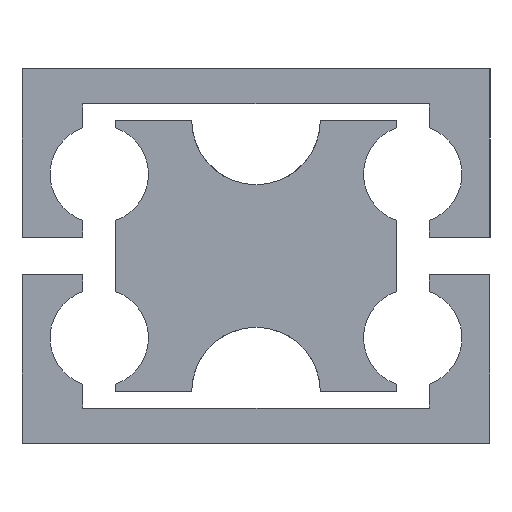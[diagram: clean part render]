
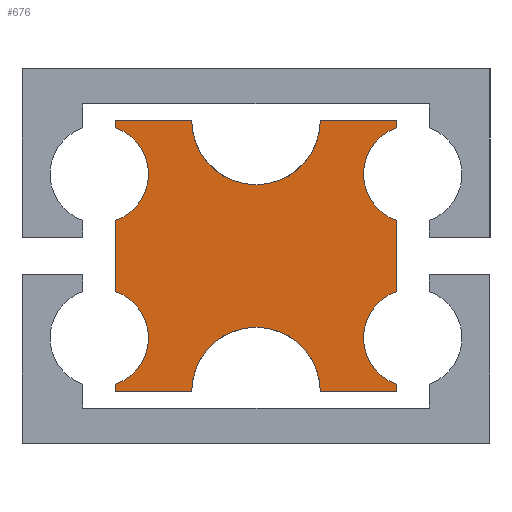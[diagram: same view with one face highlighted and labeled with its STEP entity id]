
A CAD part, left-side view. The second image highlights one B-rep face of the part: STEP entity #676.
In plain terms, the highlighted planar face has unit normal (-1, 0, 0).
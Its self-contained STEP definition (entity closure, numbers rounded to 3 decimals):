
#54 = VERTEX_POINT ( 'NONE', #216 ) ;
#58 = VERTEX_POINT ( 'NONE', #220 ) ;
#62 = VERTEX_POINT ( 'NONE', #224 ) ;
#70 = VERTEX_POINT ( 'NONE', #232 ) ;
#73 = VERTEX_POINT ( 'NONE', #235 ) ;
#76 = VERTEX_POINT ( 'NONE', #238 ) ;
#77 = VERTEX_POINT ( 'NONE', #239 ) ;
#78 = VERTEX_POINT ( 'NONE', #240 ) ;
#79 = VERTEX_POINT ( 'NONE', #241 ) ;
#83 = VERTEX_POINT ( 'NONE', #245 ) ;
#85 = VERTEX_POINT ( 'NONE', #247 ) ;
#87 = VERTEX_POINT ( 'NONE', #249 ) ;
#88 = VERTEX_POINT ( 'NONE', #250 ) ;
#90 = VERTEX_POINT ( 'NONE', #252 ) ;
#93 = VERTEX_POINT ( 'NONE', #255 ) ;
#95 = VERTEX_POINT ( 'NONE', #257 ) ;
#100 = VERTEX_POINT ( 'NONE', #262 ) ;
#216 = CARTESIAN_POINT ( 'NONE',  ( -100., 6., 1.52 ) ) ;
#220 = CARTESIAN_POINT ( 'NONE',  ( -100., 6., 5.48 ) ) ;
#224 = CARTESIAN_POINT ( 'NONE',  ( -100., 6., -1.52 ) ) ;
#232 = CARTESIAN_POINT ( 'NONE',  ( -100., -6., -5.48 ) ) ;
#235 = CARTESIAN_POINT ( 'NONE',  ( -100., 6., 5.8 ) ) ;
#238 = CARTESIAN_POINT ( 'NONE',  ( -100., -6., 1.52 ) ) ;
#239 = CARTESIAN_POINT ( 'NONE',  ( -100., -2.75, 5.8 ) ) ;
#240 = CARTESIAN_POINT ( 'NONE',  ( -100., -6., 5.8 ) ) ;
#241 = CARTESIAN_POINT ( 'NONE',  ( -100., 2.75, 5.8 ) ) ;
#245 = CARTESIAN_POINT ( 'NONE',  ( -100., 6., -5.8 ) ) ;
#247 = CARTESIAN_POINT ( 'NONE',  ( -100., -6., -5.8 ) ) ;
#249 = CARTESIAN_POINT ( 'NONE',  ( -100., 2.75, -5.8 ) ) ;
#250 = CARTESIAN_POINT ( 'NONE',  ( -100., -6., 5.48 ) ) ;
#252 = CARTESIAN_POINT ( 'NONE',  ( -100., 0., -3.05 ) ) ;
#255 = CARTESIAN_POINT ( 'NONE',  ( -100., 6., -5.48 ) ) ;
#257 = CARTESIAN_POINT ( 'NONE',  ( -100., -2.75, -5.8 ) ) ;
#262 = CARTESIAN_POINT ( 'NONE',  ( -100., -6., -1.52 ) ) ;
#458 = EDGE_CURVE ( 'NONE', #77, #78, #1923, .T. ) ;
#535 = ORIENTED_EDGE ( 'NONE', *, *, #458, .F. ) ;
#536 = ORIENTED_EDGE ( 'NONE', *, *, #843, .F. ) ;
#540 = ORIENTED_EDGE ( 'NONE', *, *, #834, .F. ) ;
#550 = ORIENTED_EDGE ( 'NONE', *, *, #846, .F. ) ;
#551 = ORIENTED_EDGE ( 'NONE', *, *, #831, .F. ) ;
#552 = ORIENTED_EDGE ( 'NONE', *, *, #750, .F. ) ;
#554 = ORIENTED_EDGE ( 'NONE', *, *, #840, .F. ) ;
#556 = AXIS2_PLACEMENT_3D ( 'NONE', #1544, #1545, #1546 ) ;
#561 = VECTOR ( 'NONE', #1538, 1000. ) ;
#577 = CIRCLE ( 'NONE', #556, 2.1 ) ;
#587 = CIRCLE ( 'NONE', #1276, 2.1 ) ;
#589 = CIRCLE ( 'NONE', #1001, 2.75 ) ;
#594 = EDGE_CURVE ( 'NONE', #83, #93, #1963, .T. ) ;
#599 = CIRCLE ( 'NONE', #1605, 2.75 ) ;
#604 = CIRCLE ( 'NONE', #900, 2.1 ) ;
#608 = CIRCLE ( 'NONE', #1304, 2.75 ) ;
#628 = EDGE_CURVE ( 'NONE', #85, #95, #1975, .T. ) ;
#631 = EDGE_CURVE ( 'NONE', #95, #90, #608, .T. ) ;
#634 = EDGE_CURVE ( 'NONE', #87, #83, #1981, .T. ) ;
#639 = CIRCLE ( 'NONE', #816, 2.1 ) ;
#676 = ADVANCED_FACE ( 'NONE', ( #934 ), #2046, .F. ) ;
#700 = EDGE_CURVE ( 'NONE', #70, #85, #2131, .T. ) ;
#701 = EDGE_CURVE ( 'NONE', #100, #70, #639, .T. ) ;
#746 = EDGE_CURVE ( 'NONE', #88, #76, #587, .T. ) ;
#747 = EDGE_CURVE ( 'NONE', #76, #100, #1389, .T. ) ;
#750 = EDGE_CURVE ( 'NONE', #78, #88, #1398, .T. ) ;
#816 = AXIS2_PLACEMENT_3D ( 'NONE', #2124, #2134, #2135 ) ;
#831 = EDGE_CURVE ( 'NONE', #79, #77, #599, .T. ) ;
#834 = EDGE_CURVE ( 'NONE', #73, #79, #1518, .T. ) ;
#840 = EDGE_CURVE ( 'NONE', #58, #73, #1536, .T. ) ;
#843 = EDGE_CURVE ( 'NONE', #54, #58, #577, .T. ) ;
#846 = EDGE_CURVE ( 'NONE', #62, #54, #1554, .T. ) ;
#849 = EDGE_CURVE ( 'NONE', #93, #62, #604, .T. ) ;
#892 = EDGE_CURVE ( 'NONE', #90, #87, #589, .T. ) ;
#900 = AXIS2_PLACEMENT_3D ( 'NONE', #1562, #1563, #1564 ) ;
#902 = VECTOR ( 'NONE', #1556, 1000. ) ;
#927 = AXIS2_PLACEMENT_3D ( 'NONE', #2047, #2048, #2049 ) ;
#934 = FACE_OUTER_BOUND ( 'NONE', #1178, .T. ) ;
#943 = VECTOR ( 'NONE', #2133, 1000. ) ;
#1001 = AXIS2_PLACEMENT_3D ( 'NONE', #1875, #1876, #1877 ) ;
#1078 = ORIENTED_EDGE ( 'NONE', *, *, #594, .F. ) ;
#1079 = ORIENTED_EDGE ( 'NONE', *, *, #849, .F. ) ;
#1080 = ORIENTED_EDGE ( 'NONE', *, *, #634, .F. ) ;
#1081 = ORIENTED_EDGE ( 'NONE', *, *, #892, .F. ) ;
#1082 = ORIENTED_EDGE ( 'NONE', *, *, #631, .F. ) ;
#1083 = ORIENTED_EDGE ( 'NONE', *, *, #628, .F. ) ;
#1084 = ORIENTED_EDGE ( 'NONE', *, *, #700, .F. ) ;
#1085 = ORIENTED_EDGE ( 'NONE', *, *, #701, .F. ) ;
#1086 = ORIENTED_EDGE ( 'NONE', *, *, #747, .F. ) ;
#1087 = ORIENTED_EDGE ( 'NONE', *, *, #746, .F. ) ;
#1178 = EDGE_LOOP ( 'NONE', ( #552, #535, #551, #540, #554, #536, #550, #1079, #1078, #1080, #1081, #1082, #1083, #1084, #1085, #1086, #1087 ) ) ;
#1276 = AXIS2_PLACEMENT_3D ( 'NONE', #1364, #1386, #1387 ) ;
#1284 = VECTOR ( 'NONE', #1977, 1000. ) ;
#1293 = VECTOR ( 'NONE', #1965, 1000. ) ;
#1297 = VECTOR ( 'NONE', #1983, 1000. ) ;
#1304 = AXIS2_PLACEMENT_3D ( 'NONE', #1968, #1978, #1979 ) ;
#1364 = CARTESIAN_POINT ( 'NONE',  ( -100., -6.7, 3.5 ) ) ;
#1386 = DIRECTION ( 'NONE',  ( -1., 0., 0. ) ) ;
#1387 = DIRECTION ( 'NONE',  ( 0., 0., -1. ) ) ;
#1389 = LINE ( 'NONE', #1390, #2225 ) ;
#1390 = CARTESIAN_POINT ( 'NONE',  ( -100., -6., -1.52 ) ) ;
#1391 = DIRECTION ( 'NONE',  ( 0., 0., -1. ) ) ;
#1398 = LINE ( 'NONE', #1399, #2217 ) ;
#1399 = CARTESIAN_POINT ( 'NONE',  ( -100., -6., 5.48 ) ) ;
#1400 = DIRECTION ( 'NONE',  ( 0., 0., -1. ) ) ;
#1493 = CARTESIAN_POINT ( 'NONE',  ( -100., 0., 5.8 ) ) ;
#1494 = DIRECTION ( 'NONE',  ( -1., 0., 0. ) ) ;
#1495 = DIRECTION ( 'NONE',  ( 0., 0., -1. ) ) ;
#1518 = LINE ( 'NONE', #1519, #1603 ) ;
#1519 = CARTESIAN_POINT ( 'NONE',  ( -100., 2.75, 5.8 ) ) ;
#1520 = DIRECTION ( 'NONE',  ( 0., -1., 0. ) ) ;
#1536 = LINE ( 'NONE', #1537, #561 ) ;
#1537 = CARTESIAN_POINT ( 'NONE',  ( -100., 6., 5.48 ) ) ;
#1538 = DIRECTION ( 'NONE',  ( 0., 0., 1. ) ) ;
#1544 = CARTESIAN_POINT ( 'NONE',  ( -100., 6.7, 3.5 ) ) ;
#1545 = DIRECTION ( 'NONE',  ( -1., 0., 0. ) ) ;
#1546 = DIRECTION ( 'NONE',  ( 0., 0., -1. ) ) ;
#1554 = LINE ( 'NONE', #1555, #902 ) ;
#1555 = CARTESIAN_POINT ( 'NONE',  ( -100., 6., -1.52 ) ) ;
#1556 = DIRECTION ( 'NONE',  ( 0., 0., 1. ) ) ;
#1562 = CARTESIAN_POINT ( 'NONE',  ( -100., 6.7, -3.5 ) ) ;
#1563 = DIRECTION ( 'NONE',  ( -1., 0., 0. ) ) ;
#1564 = DIRECTION ( 'NONE',  ( 0., 0., -1. ) ) ;
#1603 = VECTOR ( 'NONE', #1520, 1000. ) ;
#1605 = AXIS2_PLACEMENT_3D ( 'NONE', #1493, #1494, #1495 ) ;
#1616 = VECTOR ( 'NONE', #1925, 1000. ) ;
#1875 = CARTESIAN_POINT ( 'NONE',  ( -100., 0., -5.8 ) ) ;
#1876 = DIRECTION ( 'NONE',  ( -1., 0., 0. ) ) ;
#1877 = DIRECTION ( 'NONE',  ( 0., 0., -1. ) ) ;
#1923 = LINE ( 'NONE', #1924, #1616 ) ;
#1924 = CARTESIAN_POINT ( 'NONE',  ( -100., -6., 5.8 ) ) ;
#1925 = DIRECTION ( 'NONE',  ( 0., -1., 0. ) ) ;
#1963 = LINE ( 'NONE', #1964, #1293 ) ;
#1964 = CARTESIAN_POINT ( 'NONE',  ( -100., 6., -5.48 ) ) ;
#1965 = DIRECTION ( 'NONE',  ( 0., 0., 1. ) ) ;
#1968 = CARTESIAN_POINT ( 'NONE',  ( -100., 0., -5.8 ) ) ;
#1975 = LINE ( 'NONE', #1976, #1284 ) ;
#1976 = CARTESIAN_POINT ( 'NONE',  ( -100., -6., -5.8 ) ) ;
#1977 = DIRECTION ( 'NONE',  ( 0., 1., 0. ) ) ;
#1978 = DIRECTION ( 'NONE',  ( -1., 0., 0. ) ) ;
#1979 = DIRECTION ( 'NONE',  ( 0., 0., -1. ) ) ;
#1981 = LINE ( 'NONE', #1982, #1297 ) ;
#1982 = CARTESIAN_POINT ( 'NONE',  ( -100., 2.75, -5.8 ) ) ;
#1983 = DIRECTION ( 'NONE',  ( 0., 1., 0. ) ) ;
#2046 = PLANE ( 'NONE',  #927 ) ;
#2047 = CARTESIAN_POINT ( 'NONE',  ( -100., 0., 5.8 ) ) ;
#2048 = DIRECTION ( 'NONE',  ( 1., 0., 0. ) ) ;
#2049 = DIRECTION ( 'NONE',  ( 0., 0., -1. ) ) ;
#2124 = CARTESIAN_POINT ( 'NONE',  ( -100., -6.7, -3.5 ) ) ;
#2131 = LINE ( 'NONE', #2132, #943 ) ;
#2132 = CARTESIAN_POINT ( 'NONE',  ( -100., -6., -5.48 ) ) ;
#2133 = DIRECTION ( 'NONE',  ( 0., 0., -1. ) ) ;
#2134 = DIRECTION ( 'NONE',  ( -1., 0., 0. ) ) ;
#2135 = DIRECTION ( 'NONE',  ( 0., 0., -1. ) ) ;
#2217 = VECTOR ( 'NONE', #1400, 1000. ) ;
#2225 = VECTOR ( 'NONE', #1391, 1000. ) ;
